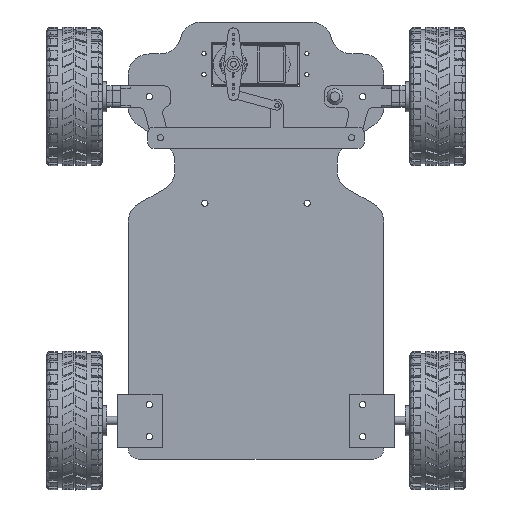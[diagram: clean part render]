
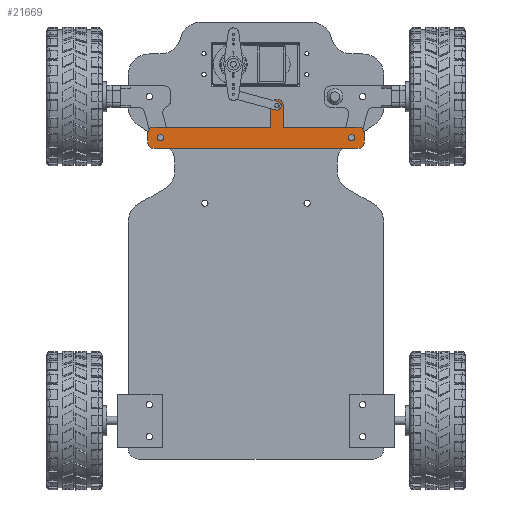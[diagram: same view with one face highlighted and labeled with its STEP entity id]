
A CAD part, top view. The second image highlights one B-rep face of the part: STEP entity #21669.
In plain terms, the highlighted planar face has unit normal (0, 0, 1).
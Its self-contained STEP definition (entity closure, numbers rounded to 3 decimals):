
#1148=FACE_BOUND('',#3427,.T.);
#1149=FACE_BOUND('',#3428,.T.);
#1150=FACE_BOUND('',#3429,.T.);
#1355=PLANE('',#23174);
#2159=FACE_OUTER_BOUND('',#3426,.T.);
#3426=EDGE_LOOP('',(#15309,#15310,#15311,#15312,#15313,#15314,#15315,#15316,
#15317,#15318,#15319,#15320));
#3427=EDGE_LOOP('',(#15321));
#3428=EDGE_LOOP('',(#15322));
#3429=EDGE_LOOP('',(#15323));
#4875=LINE('',#33130,#6589);
#4881=LINE('',#33149,#6595);
#4882=LINE('',#33152,#6596);
#4887=LINE('',#33161,#6601);
#4890=LINE('',#33173,#6604);
#4893=LINE('',#33179,#6607);
#4894=LINE('',#33184,#6608);
#6589=VECTOR('',#26230,10.);
#6595=VECTOR('',#26250,10.);
#6596=VECTOR('',#26253,10.);
#6601=VECTOR('',#26260,10.);
#6604=VECTOR('',#26271,10.);
#6607=VECTOR('',#26276,10.);
#6608=VECTOR('',#26281,10.);
#8215=CIRCLE('',#23163,1.);
#8217=CIRCLE('',#23166,3.);
#8218=CIRCLE('',#23171,3.);
#8220=CIRCLE('',#23175,3.);
#8221=CIRCLE('',#23176,3.);
#8222=CIRCLE('',#23177,3.);
#8223=CIRCLE('',#23178,1.5);
#8224=CIRCLE('',#23179,1.5);
#9371=VERTEX_POINT('',#33127);
#9372=VERTEX_POINT('',#33129);
#9374=VERTEX_POINT('',#33135);
#9376=VERTEX_POINT('',#33141);
#9378=VERTEX_POINT('',#33147);
#9379=VERTEX_POINT('',#33151);
#9382=VERTEX_POINT('',#33159);
#9383=VERTEX_POINT('',#33163);
#9384=VERTEX_POINT('',#33164);
#9387=VERTEX_POINT('',#33172);
#9389=VERTEX_POINT('',#33178);
#9390=VERTEX_POINT('',#33181);
#9391=VERTEX_POINT('',#33183);
#9392=VERTEX_POINT('',#33186);
#9393=VERTEX_POINT('',#33188);
#11667=EDGE_CURVE('',#9372,#9371,#4875,.T.);
#11671=EDGE_CURVE('',#9374,#9374,#8215,.T.);
#11674=EDGE_CURVE('',#9371,#9376,#8217,.T.);
#11677=EDGE_CURVE('',#9378,#9376,#4881,.T.);
#11678=EDGE_CURVE('',#9379,#9372,#4882,.T.);
#11683=EDGE_CURVE('',#9378,#9382,#4887,.T.);
#11684=EDGE_CURVE('',#9383,#9384,#8218,.T.);
#11688=EDGE_CURVE('',#9387,#9384,#4890,.T.);
#11691=EDGE_CURVE('',#9383,#9389,#4893,.T.);
#11692=EDGE_CURVE('',#9379,#9389,#8220,.T.);
#11693=EDGE_CURVE('',#9390,#9382,#8221,.T.);
#11694=EDGE_CURVE('',#9390,#9391,#4894,.T.);
#11695=EDGE_CURVE('',#9387,#9391,#8222,.T.);
#11696=EDGE_CURVE('',#9392,#9392,#8223,.T.);
#11697=EDGE_CURVE('',#9393,#9393,#8224,.T.);
#15309=ORIENTED_EDGE('',*,*,#11684,.F.);
#15310=ORIENTED_EDGE('',*,*,#11691,.T.);
#15311=ORIENTED_EDGE('',*,*,#11692,.F.);
#15312=ORIENTED_EDGE('',*,*,#11678,.T.);
#15313=ORIENTED_EDGE('',*,*,#11667,.T.);
#15314=ORIENTED_EDGE('',*,*,#11674,.T.);
#15315=ORIENTED_EDGE('',*,*,#11677,.F.);
#15316=ORIENTED_EDGE('',*,*,#11683,.T.);
#15317=ORIENTED_EDGE('',*,*,#11693,.F.);
#15318=ORIENTED_EDGE('',*,*,#11694,.T.);
#15319=ORIENTED_EDGE('',*,*,#11695,.F.);
#15320=ORIENTED_EDGE('',*,*,#11688,.T.);
#15321=ORIENTED_EDGE('',*,*,#11671,.T.);
#15322=ORIENTED_EDGE('',*,*,#11696,.T.);
#15323=ORIENTED_EDGE('',*,*,#11697,.T.);
#21669=ADVANCED_FACE('',(#2159,#1148,#1149,#1150),#1355,.T.);
#23163=AXIS2_PLACEMENT_3D('',#33137,#26237,#26238);
#23166=AXIS2_PLACEMENT_3D('',#33143,#26244,#26245);
#23171=AXIS2_PLACEMENT_3D('',#33165,#26263,#26264);
#23174=AXIS2_PLACEMENT_3D('',#33177,#26274,#26275);
#23175=AXIS2_PLACEMENT_3D('',#33180,#26277,#26278);
#23176=AXIS2_PLACEMENT_3D('',#33182,#26279,#26280);
#23177=AXIS2_PLACEMENT_3D('',#33185,#26282,#26283);
#23178=AXIS2_PLACEMENT_3D('',#33187,#26284,#26285);
#23179=AXIS2_PLACEMENT_3D('',#33189,#26286,#26287);
#26230=DIRECTION('',(0.,1.,0.));
#26237=DIRECTION('center_axis',(0.,0.,-1.));
#26238=DIRECTION('ref_axis',(-1.,0.,0.));
#26244=DIRECTION('center_axis',(0.,0.,1.));
#26245=DIRECTION('ref_axis',(1.,0.,0.));
#26250=DIRECTION('',(0.,1.,0.));
#26253=DIRECTION('',(-1.,0.,0.));
#26260=DIRECTION('',(-1.,0.,0.));
#26263=DIRECTION('center_axis',(0.,0.,-1.));
#26264=DIRECTION('ref_axis',(0.707,-0.707,0.));
#26271=DIRECTION('',(1.,0.,0.));
#26274=DIRECTION('center_axis',(0.,0.,1.));
#26275=DIRECTION('ref_axis',(-1.,0.,0.));
#26276=DIRECTION('',(0.,1.,0.));
#26277=DIRECTION('center_axis',(0.,0.,-1.));
#26278=DIRECTION('ref_axis',(0.707,0.707,0.));
#26279=DIRECTION('center_axis',(0.,0.,-1.));
#26280=DIRECTION('ref_axis',(-0.707,0.707,0.));
#26281=DIRECTION('',(0.,-1.,0.));
#26282=DIRECTION('center_axis',(0.,0.,-1.));
#26283=DIRECTION('ref_axis',(-0.707,-0.707,0.));
#26284=DIRECTION('center_axis',(0.,0.,-1.));
#26285=DIRECTION('ref_axis',(-1.,0.,0.));
#26286=DIRECTION('center_axis',(0.,0.,-1.));
#26287=DIRECTION('ref_axis',(-1.,0.,0.));
#33127=CARTESIAN_POINT('',(12.824,70.681,8.));
#33129=CARTESIAN_POINT('',(12.824,60.681,8.));
#33130=CARTESIAN_POINT('',(12.824,55.681,8.));
#33135=CARTESIAN_POINT('',(10.824,70.681,8.));
#33137=CARTESIAN_POINT('Origin',(9.824,70.681,8.));
#33141=CARTESIAN_POINT('',(6.824,70.681,8.));
#33143=CARTESIAN_POINT('Origin',(9.824,70.681,8.));
#33147=CARTESIAN_POINT('',(6.824,60.681,8.));
#33149=CARTESIAN_POINT('',(6.824,55.681,8.));
#33151=CARTESIAN_POINT('',(47.824,60.681,8.));
#33152=CARTESIAN_POINT('',(-50.824,60.681,8.));
#33159=CARTESIAN_POINT('',(-47.824,60.681,8.));
#33161=CARTESIAN_POINT('',(-50.824,60.681,8.));
#33163=CARTESIAN_POINT('',(50.824,53.681,8.));
#33164=CARTESIAN_POINT('',(47.824,50.681,8.));
#33165=CARTESIAN_POINT('Origin',(47.824,53.681,8.));
#33172=CARTESIAN_POINT('',(-47.824,50.681,8.));
#33173=CARTESIAN_POINT('',(50.824,50.681,8.));
#33177=CARTESIAN_POINT('Origin',(0.,55.681,
8.));
#33178=CARTESIAN_POINT('',(50.824,57.681,8.));
#33179=CARTESIAN_POINT('',(50.824,60.681,8.));
#33180=CARTESIAN_POINT('Origin',(47.824,57.681,8.));
#33181=CARTESIAN_POINT('',(-50.824,57.681,8.));
#33182=CARTESIAN_POINT('Origin',(-47.824,57.681,8.));
#33183=CARTESIAN_POINT('',(-50.824,53.681,8.));
#33184=CARTESIAN_POINT('',(-50.824,50.681,8.));
#33185=CARTESIAN_POINT('Origin',(-47.824,53.681,8.));
#33186=CARTESIAN_POINT('',(46.324,55.681,8.));
#33187=CARTESIAN_POINT('Origin',(44.824,55.681,8.));
#33188=CARTESIAN_POINT('',(-43.324,55.681,8.));
#33189=CARTESIAN_POINT('Origin',(-44.824,55.681,8.));
